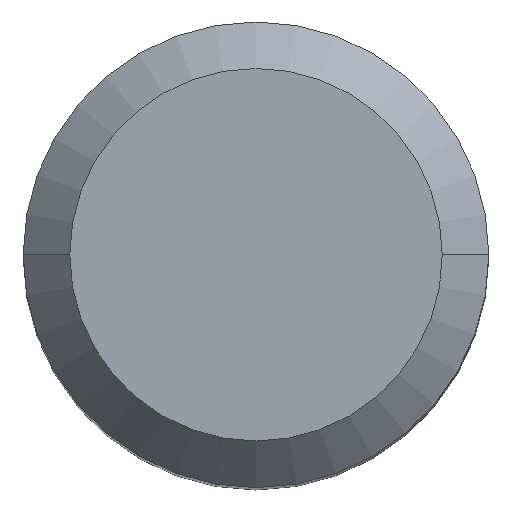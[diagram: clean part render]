
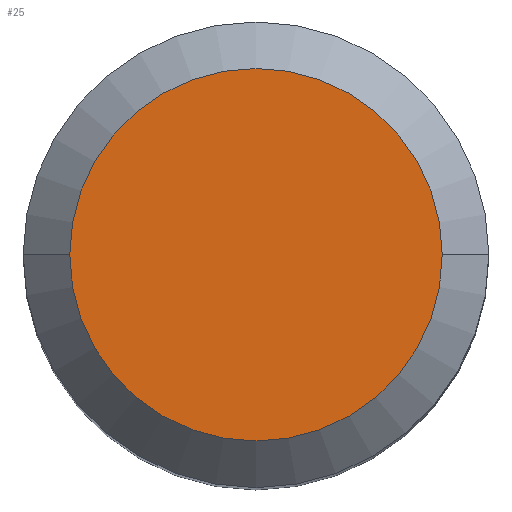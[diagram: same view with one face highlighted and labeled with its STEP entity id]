
A CAD part, top view. The second image highlights one B-rep face of the part: STEP entity #25.
In plain terms, the highlighted planar face has unit normal (0, 0, 1).
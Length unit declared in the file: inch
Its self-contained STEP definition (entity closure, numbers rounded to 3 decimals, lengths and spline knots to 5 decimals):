
#25 = ADVANCED_FACE ( 'NONE', ( #186 ), #221, .F. ) ;
#26 = ORIENTED_EDGE ( 'NONE', *, *, #68, .T. ) ;
#31 = DIRECTION ( 'NONE',  ( 0., 0., 1. ) ) ;
#33 = CARTESIAN_POINT ( 'NONE',  ( 0., 0., 0. ) ) ;
#64 = CARTESIAN_POINT ( 'NONE',  ( 0.25196, 0., 0. ) ) ;
#68 = EDGE_CURVE ( 'NONE', #407, #325, #162, .T. ) ;
#115 = CARTESIAN_POINT ( 'NONE',  ( -0.25196, 0., 0. ) ) ;
#147 = EDGE_LOOP ( 'NONE', ( #26, #390 ) ) ;
#159 = CARTESIAN_POINT ( 'NONE',  ( 0., 0., 0. ) ) ;
#162 = CIRCLE ( 'NONE', #211, 0.25196 ) ;
#186 = FACE_OUTER_BOUND ( 'NONE', #147, .T. ) ;
#211 = AXIS2_PLACEMENT_3D ( 'NONE', #33, #31, #486 ) ;
#221 = PLANE ( 'NONE',  #449 ) ;
#239 = AXIS2_PLACEMENT_3D ( 'NONE', #281, #437, #251 ) ;
#251 = DIRECTION ( 'NONE',  ( 1., 0., 0. ) ) ;
#281 = CARTESIAN_POINT ( 'NONE',  ( 0., 0., 0. ) ) ;
#325 = VERTEX_POINT ( 'NONE', #64 ) ;
#345 = EDGE_CURVE ( 'NONE', #325, #407, #427, .T. ) ;
#385 = DIRECTION ( 'NONE',  ( 0., 0., -1. ) ) ;
#390 = ORIENTED_EDGE ( 'NONE', *, *, #345, .T. ) ;
#407 = VERTEX_POINT ( 'NONE', #115 ) ;
#427 = CIRCLE ( 'NONE', #239, 0.25196 ) ;
#437 = DIRECTION ( 'NONE',  ( 0., 0., 1. ) ) ;
#449 = AXIS2_PLACEMENT_3D ( 'NONE', #159, #385, #484 ) ;
#484 = DIRECTION ( 'NONE',  ( -1., 0., 0. ) ) ;
#486 = DIRECTION ( 'NONE',  ( 1., 0., 0. ) ) ;
